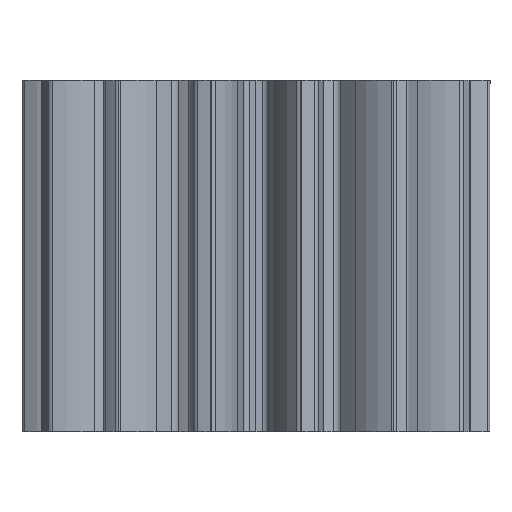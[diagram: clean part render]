
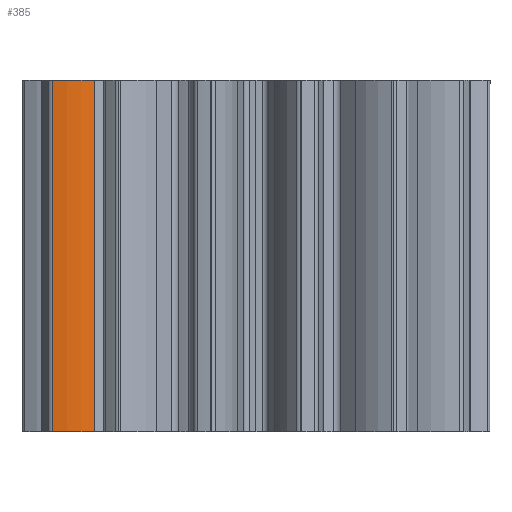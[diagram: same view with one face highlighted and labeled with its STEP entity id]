
A CAD part, left-side view. The second image highlights one B-rep face of the part: STEP entity #385.
In plain terms, the highlighted free-form (B-spline) face has degree [3, 1] with [5, 2] control points.
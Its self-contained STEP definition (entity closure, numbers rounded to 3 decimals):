
#267 = EDGE_CURVE ( 'NONE', #2409, #2410, #1334, .T. ) ;
#270 = EDGE_CURVE ( 'NONE', #2407, #2408, #1343, .T. ) ;
#271 = EDGE_CURVE ( 'NONE', #2410, #2408, #4771, .T. ) ;
#272 = EDGE_CURVE ( 'NONE', #2409, #2407, #4770, .T. ) ;
#385 = ADVANCED_FACE ( 'NONE', ( #5041 ), #5789, .F. ) ;
#1334 = LINE ( 'NONE', #1335, #5373 ) ;
#1335 = CARTESIAN_POINT ( 'NONE',  ( -1.887, 3.478, 6. ) ) ;
#1336 = DIRECTION ( 'NONE',  ( 0., 0., -1. ) ) ;
#1342 = CARTESIAN_POINT ( 'NONE',  ( -1.887, 3.478, 0. ) ) ;
#1343 = LINE ( 'NONE', #1344, #5369 ) ;
#1344 = CARTESIAN_POINT ( 'NONE',  ( -1.791, 2.758, 6. ) ) ;
#1345 = DIRECTION ( 'NONE',  ( 0., 0., -1. ) ) ;
#1346 = CARTESIAN_POINT ( 'NONE',  ( -1.901, 3.359, 0. ) ) ;
#1347 = CARTESIAN_POINT ( 'NONE',  ( -1.902, 3.112, 0. ) ) ;
#1348 = CARTESIAN_POINT ( 'NONE',  ( -1.837, 2.874, 0. ) ) ;
#1349 = CARTESIAN_POINT ( 'NONE',  ( -1.791, 2.758, 0. ) ) ;
#1350 = CARTESIAN_POINT ( 'NONE',  ( -1.887, 3.478, 6. ) ) ;
#1351 = CARTESIAN_POINT ( 'NONE',  ( -1.901, 3.359, 6. ) ) ;
#1352 = CARTESIAN_POINT ( 'NONE',  ( -1.902, 3.112, 6. ) ) ;
#1353 = CARTESIAN_POINT ( 'NONE',  ( -1.837, 2.874, 6. ) ) ;
#1354 = CARTESIAN_POINT ( 'NONE',  ( -1.791, 2.758, 6. ) ) ;
#1832 = CARTESIAN_POINT ( 'NONE',  ( -1.887, 3.478, 6. ) ) ;
#1833 = CARTESIAN_POINT ( 'NONE',  ( -1.887, 3.478, 0. ) ) ;
#1834 = CARTESIAN_POINT ( 'NONE',  ( -1.901, 3.359, 6. ) ) ;
#1835 = CARTESIAN_POINT ( 'NONE',  ( -1.901, 3.359, 0. ) ) ;
#1836 = CARTESIAN_POINT ( 'NONE',  ( -1.902, 3.112, 6. ) ) ;
#1837 = CARTESIAN_POINT ( 'NONE',  ( -1.902, 3.112, 0. ) ) ;
#1838 = CARTESIAN_POINT ( 'NONE',  ( -1.837, 2.874, 6. ) ) ;
#1839 = CARTESIAN_POINT ( 'NONE',  ( -1.837, 2.874, 0. ) ) ;
#1840 = CARTESIAN_POINT ( 'NONE',  ( -1.791, 2.758, 6. ) ) ;
#1841 = CARTESIAN_POINT ( 'NONE',  ( -1.791, 2.758, 0. ) ) ;
#2132 = EDGE_LOOP ( 'NONE', ( #4137, #4139, #4138, #4140 ) ) ;
#2407 = VERTEX_POINT ( 'NONE', #3134 ) ;
#2408 = VERTEX_POINT ( 'NONE', #3135 ) ;
#2409 = VERTEX_POINT ( 'NONE', #3136 ) ;
#2410 = VERTEX_POINT ( 'NONE', #3137 ) ;
#3134 = CARTESIAN_POINT ( 'NONE',  ( -1.791, 2.758, 6. ) ) ;
#3135 = CARTESIAN_POINT ( 'NONE',  ( -1.791, 2.758, 0. ) ) ;
#3136 = CARTESIAN_POINT ( 'NONE',  ( -1.887, 3.478, 6. ) ) ;
#3137 = CARTESIAN_POINT ( 'NONE',  ( -1.887, 3.478, 0. ) ) ;
#4137 = ORIENTED_EDGE ( 'NONE', *, *, #271, .T. ) ;
#4138 = ORIENTED_EDGE ( 'NONE', *, *, #272, .F. ) ;
#4139 = ORIENTED_EDGE ( 'NONE', *, *, #270, .F. ) ;
#4140 = ORIENTED_EDGE ( 'NONE', *, *, #267, .T. ) ;
#4770 = B_SPLINE_CURVE_WITH_KNOTS ( 'NONE', 3,
 ( #1350, #1351, #1352, #1353, #1354 ),
 .UNSPECIFIED., .F., .F.,
 ( 4, 1, 4 ),
 ( 0., 0.362, 0.738 ),
 .UNSPECIFIED. ) ;
#4771 = B_SPLINE_CURVE_WITH_KNOTS ( 'NONE', 3,
 ( #1342, #1346, #1347, #1348, #1349 ),
 .UNSPECIFIED., .F., .F.,
 ( 4, 1, 4 ),
 ( 0., 0.362, 0.738 ),
 .UNSPECIFIED. ) ;
#5041 = FACE_OUTER_BOUND ( 'NONE', #2132, .T. ) ;
#5369 = VECTOR ( 'NONE', #1345, 1000. ) ;
#5373 = VECTOR ( 'NONE', #1336, 1000. ) ;
#5789 = B_SPLINE_SURFACE_WITH_KNOTS ( 'NONE', 3, 1, ( 
 ( #1832, #1833 ),
 ( #1834, #1835 ),
 ( #1836, #1837 ),
 ( #1838, #1839 ),
 ( #1840, #1841 ) ),
 .UNSPECIFIED., .F., .F., .F.,
 ( 4, 1, 4 ),
 ( 2, 2 ),
 ( 0., 0.362, 0.738 ),
 ( 0., 1. ),
 .UNSPECIFIED. ) ;
